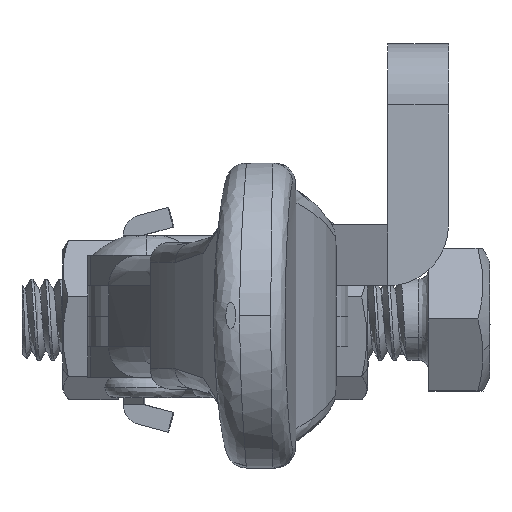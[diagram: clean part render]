
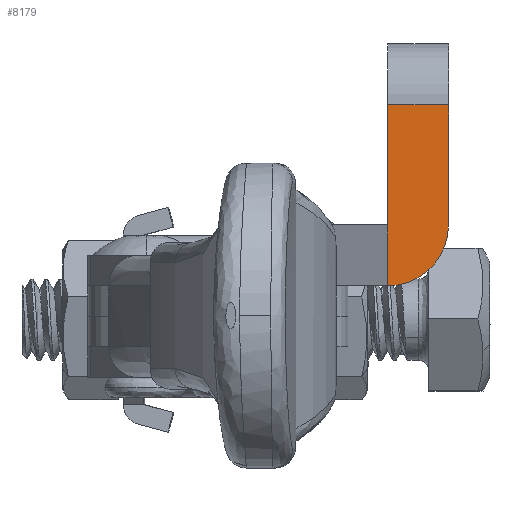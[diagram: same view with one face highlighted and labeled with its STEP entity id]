
A CAD part, left-side view. The second image highlights one B-rep face of the part: STEP entity #8179.
In plain terms, the highlighted planar face has unit normal (-1, 0, 0).
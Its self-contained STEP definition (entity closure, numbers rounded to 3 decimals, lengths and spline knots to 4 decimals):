
#323 = LINE ( 'NONE', #34410, #332 ) ;
#332 = VECTOR ( 'NONE', #34387, 1000. ) ;
#382 = CIRCLE ( 'NONE', #5708, 3. ) ;
#625 = LINE ( 'NONE', #34738, #633 ) ;
#633 = VECTOR ( 'NONE', #34755, 1000. ) ;
#3327 = AXIS2_PLACEMENT_3D ( 'NONE', #6487, #6505, #6507 ) ;
#3331 = LINE ( 'NONE', #24704, #3336 ) ;
#3336 = VECTOR ( 'NONE', #24706, 1000. ) ;
#3370 = LINE ( 'NONE', #24745, #3375 ) ;
#3375 = VECTOR ( 'NONE', #24746, 1000. ) ;
#5708 = AXIS2_PLACEMENT_3D ( 'NONE', #34373, #34375, #34377 ) ;
#6487 = CARTESIAN_POINT ( 'NONE',  ( -11.9, 0., 0. ) ) ;
#6499 = PLANE ( 'NONE',  #3327 ) ;
#6505 = DIRECTION ( 'NONE',  ( 1., 0., 0. ) ) ;
#6507 = DIRECTION ( 'NONE',  ( 0., 0., -1. ) ) ;
#7582 = CARTESIAN_POINT ( 'NONE',  ( -11.9, 3., 8.9 ) ) ;
#7634 = CARTESIAN_POINT ( 'NONE',  ( -11.9, 0., 3. ) ) ;
#7638 = CARTESIAN_POINT ( 'NONE',  ( -11.9, 3., 3. ) ) ;
#7691 = CARTESIAN_POINT ( 'NONE',  ( -11.9, 0., 8.9 ) ) ;
#8179 = ADVANCED_FACE ( 'NONE', ( #16542 ), #6499, .F. ) ;
#8424 = VERTEX_POINT ( 'NONE', #7634 ) ;
#8426 = VERTEX_POINT ( 'NONE', #7638 ) ;
#8451 = VERTEX_POINT ( 'NONE', #7691 ) ;
#8592 = VERTEX_POINT ( 'NONE', #7582 ) ;
#14994 = EDGE_CURVE ( 'NONE', #32813, #8426, #323, .T. ) ;
#15014 = EDGE_CURVE ( 'NONE', #8424, #32813, #382, .T. ) ;
#15091 = EDGE_CURVE ( 'NONE', #8451, #8424, #625, .T. ) ;
#16542 = FACE_OUTER_BOUND ( 'NONE', #25669, .T. ) ;
#17252 = EDGE_CURVE ( 'NONE', #8592, #8426, #3331, .T. ) ;
#17268 = EDGE_CURVE ( 'NONE', #8592, #8451, #3370, .T. ) ;
#24704 = CARTESIAN_POINT ( 'NONE',  ( -11.9, 3., 8.9 ) ) ;
#24706 = DIRECTION ( 'NONE',  ( 0., 0., -1. ) ) ;
#24745 = CARTESIAN_POINT ( 'NONE',  ( -11.9, 0., 8.9 ) ) ;
#24746 = DIRECTION ( 'NONE',  ( 0., -1., 0. ) ) ;
#25669 = EDGE_LOOP ( 'NONE', ( #32993, #32365, #32997, #32367, #33001 ) ) ;
#26653 = CARTESIAN_POINT ( 'NONE',  ( -11.9, 3., 0. ) ) ;
#32365 = ORIENTED_EDGE ( 'NONE', *, *, #17268, .F. ) ;
#32367 = ORIENTED_EDGE ( 'NONE', *, *, #14994, .F. ) ;
#32813 = VERTEX_POINT ( 'NONE', #26653 ) ;
#32993 = ORIENTED_EDGE ( 'NONE', *, *, #15091, .F. ) ;
#32997 = ORIENTED_EDGE ( 'NONE', *, *, #17252, .T. ) ;
#33001 = ORIENTED_EDGE ( 'NONE', *, *, #15014, .F. ) ;
#34373 = CARTESIAN_POINT ( 'NONE',  ( -11.9, 3., 3. ) ) ;
#34375 = DIRECTION ( 'NONE',  ( 1., 0., 0. ) ) ;
#34377 = DIRECTION ( 'NONE',  ( 0., 0., 1. ) ) ;
#34387 = DIRECTION ( 'NONE',  ( 0., 0., 1. ) ) ;
#34410 = CARTESIAN_POINT ( 'NONE',  ( -11.9, 3., 0. ) ) ;
#34738 = CARTESIAN_POINT ( 'NONE',  ( -11.9, 0., 0. ) ) ;
#34755 = DIRECTION ( 'NONE',  ( 0., 0., -1. ) ) ;
